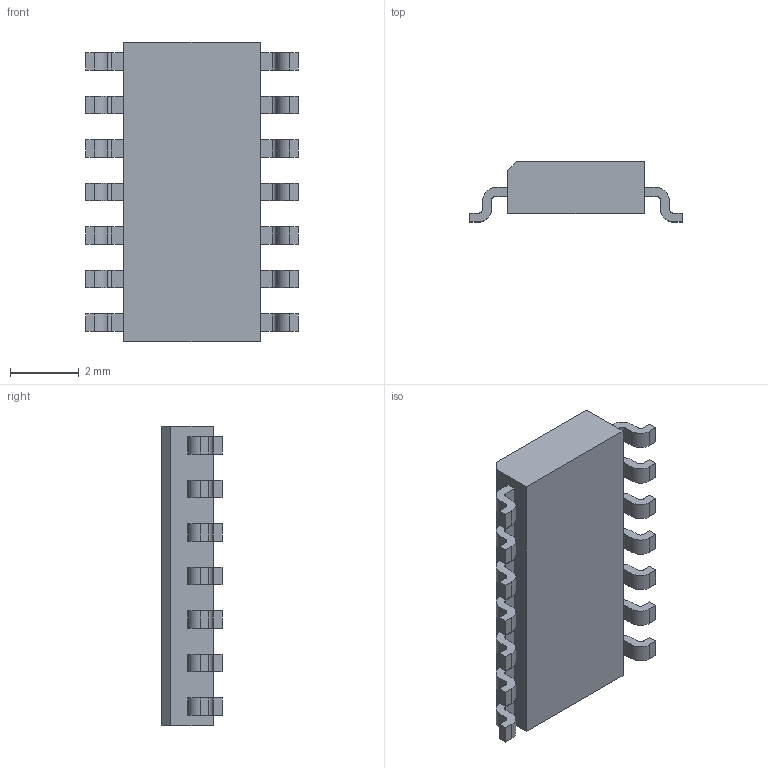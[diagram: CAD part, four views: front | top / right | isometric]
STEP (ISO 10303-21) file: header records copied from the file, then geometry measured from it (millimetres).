
FILE_DESCRIPTION (( 'STEP AP214' ), '1' );
FILE_NAME ('NADEFAU09041238415379.step', '2006-09-04T16:38:41', ( 'SysAdmin' ), ( 'SolidWorks' ), 'SwSTEP 2.0', 'SolidWorks 2007', '' );
FILE_SCHEMA (( 'AUTOMOTIVE_DESIGN' ));
Length unit declared in the file: inch
Products named in the file (1): NADEFAU09041238415379
Bounding box: 6.2 x 1.75 x 8.74 mm (x, y, z)
Volume: 54.9 mm3; surface area: 141.6 mm2
Topology: 1 solids, 1 shells, 192 faces, 525 edges, 350 vertices
Faces by surface type: plane 134, cylinder 58
Entity records: 8458 total; most frequent: CARTESIAN_POINT 1068, ORIENTED_EDGE 1050, DIRECTION 1027, EDGE_CURVE 525, VECTOR 409, LINE 409, VERTEX_POINT 350, AXIS2_PLACEMENT_3D 309
